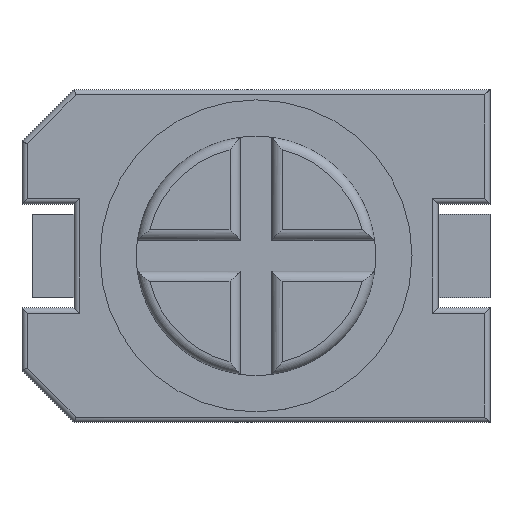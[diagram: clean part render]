
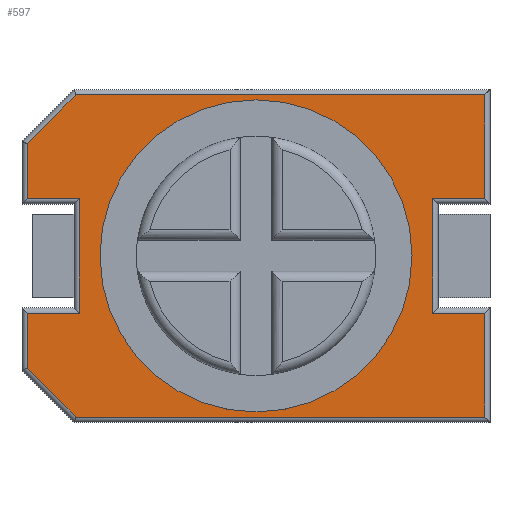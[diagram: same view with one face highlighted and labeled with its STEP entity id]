
A CAD part, top view. The second image highlights one B-rep face of the part: STEP entity #597.
In plain terms, the highlighted planar face has unit normal (0, 0, 1).
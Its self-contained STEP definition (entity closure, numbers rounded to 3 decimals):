
#13=DIRECTION('',(0.,0.,1.));
#38=DIRECTION('',(1.,0.,0.));
#153=CARTESIAN_POINT('',(0.,0.,0.81));
#163=VECTOR('',#38,1.);
#177=DIRECTION('',(0.,-1.,0.));
#220=VECTOR('',#221,1.);
#221=DIRECTION('',(-1.,0.,0.));
#226=VECTOR('',#227,1.);
#227=DIRECTION('',(0.,1.,0.));
#234=VECTOR('',#177,1.);
#481=ORIENTED_EDGE('',*,*,#482,.F.);
#482=EDGE_CURVE('',#483,#483,#485,.T.);
#483=VERTEX_POINT('',#484);
#484=CARTESIAN_POINT('',(1.5,0.,0.81));
#485=CIRCLE('',#486,1.5);
#486=AXIS2_PLACEMENT_3D('',#153,#13,#38);
#502=DIRECTION('',(0.707,-0.707,0.));
#503=DIRECTION('',(-0.707,-0.707,0.));
#597=ADVANCED_FACE('',(#598,#686),#688,.T.);
#598=FACE_BOUND('',#599,.T.);
#599=EDGE_LOOP('',(#600,#608,#614,#620,#626,#633,#639,#645,#651,#657,#663,#670,#676,#682));
#600=ORIENTED_EDGE('',*,*,#601,.T.);
#601=EDGE_CURVE('',#602,#604,#606,.T.);
#602=VERTEX_POINT('',#603);
#603=CARTESIAN_POINT('',(1.7,-0.55,0.81));
#604=VERTEX_POINT('',#605);
#605=CARTESIAN_POINT('',(1.7,0.55,0.81));
#606=LINE('',#607,#226);
#607=CARTESIAN_POINT('',(1.7,-0.5,0.81));
#608=ORIENTED_EDGE('',*,*,#609,.T.);
#609=EDGE_CURVE('',#604,#610,#612,.T.);
#610=VERTEX_POINT('',#611);
#611=CARTESIAN_POINT('',(2.2,0.55,0.81));
#612=LINE('',#613,#163);
#613=CARTESIAN_POINT('',(1.75,0.55,0.81));
#614=ORIENTED_EDGE('',*,*,#615,.T.);
#615=EDGE_CURVE('',#610,#616,#618,.T.);
#616=VERTEX_POINT('',#617);
#617=CARTESIAN_POINT('',(2.2,1.55,0.81));
#618=LINE('',#619,#226);
#619=CARTESIAN_POINT('',(2.2,0.5,0.81));
#620=ORIENTED_EDGE('',*,*,#621,.T.);
#621=EDGE_CURVE('',#616,#622,#624,.T.);
#622=VERTEX_POINT('',#623);
#623=CARTESIAN_POINT('',(-1.729,1.55,0.81));
#624=LINE('',#625,#220);
#625=CARTESIAN_POINT('',(2.25,1.55,0.81));
#626=ORIENTED_EDGE('',*,*,#627,.T.);
#627=EDGE_CURVE('',#622,#628,#630,.T.);
#628=VERTEX_POINT('',#629);
#629=CARTESIAN_POINT('',(-2.2,1.079,0.81));
#630=LINE('',#631,#632);
#631=CARTESIAN_POINT('',(-1.715,1.565,0.81));
#632=VECTOR('',#503,1.);
#633=ORIENTED_EDGE('',*,*,#634,.T.);
#634=EDGE_CURVE('',#628,#635,#637,.T.);
#635=VERTEX_POINT('',#636);
#636=CARTESIAN_POINT('',(-2.2,0.55,0.81));
#637=LINE('',#638,#234);
#638=CARTESIAN_POINT('',(-2.2,1.1,0.81));
#639=ORIENTED_EDGE('',*,*,#640,.T.);
#640=EDGE_CURVE('',#635,#641,#643,.T.);
#641=VERTEX_POINT('',#642);
#642=CARTESIAN_POINT('',(-1.7,0.55,0.81));
#643=LINE('',#644,#163);
#644=CARTESIAN_POINT('',(-2.25,0.55,0.81));
#645=ORIENTED_EDGE('',*,*,#646,.T.);
#646=EDGE_CURVE('',#641,#647,#649,.T.);
#647=VERTEX_POINT('',#648);
#648=CARTESIAN_POINT('',(-1.7,-0.55,0.81));
#649=LINE('',#650,#234);
#650=CARTESIAN_POINT('',(-1.7,0.5,0.81));
#651=ORIENTED_EDGE('',*,*,#652,.T.);
#652=EDGE_CURVE('',#647,#653,#655,.T.);
#653=VERTEX_POINT('',#654);
#654=CARTESIAN_POINT('',(-2.2,-0.55,0.81));
#655=LINE('',#656,#220);
#656=CARTESIAN_POINT('',(-1.75,-0.55,0.81));
#657=ORIENTED_EDGE('',*,*,#658,.T.);
#658=EDGE_CURVE('',#653,#659,#661,.T.);
#659=VERTEX_POINT('',#660);
#660=CARTESIAN_POINT('',(-2.2,-1.079,0.81));
#661=LINE('',#662,#234);
#662=CARTESIAN_POINT('',(-2.2,-0.5,0.81));
#663=ORIENTED_EDGE('',*,*,#664,.T.);
#664=EDGE_CURVE('',#659,#665,#667,.T.);
#665=VERTEX_POINT('',#666);
#666=CARTESIAN_POINT('',(-1.729,-1.55,0.81));
#667=LINE('',#668,#669);
#668=CARTESIAN_POINT('',(-2.215,-1.065,0.81));
#669=VECTOR('',#502,1.);
#670=ORIENTED_EDGE('',*,*,#671,.T.);
#671=EDGE_CURVE('',#665,#672,#674,.T.);
#672=VERTEX_POINT('',#673);
#673=CARTESIAN_POINT('',(2.2,-1.55,0.81));
#674=LINE('',#675,#163);
#675=CARTESIAN_POINT('',(-1.75,-1.55,0.81));
#676=ORIENTED_EDGE('',*,*,#677,.T.);
#677=EDGE_CURVE('',#672,#678,#680,.T.);
#678=VERTEX_POINT('',#679);
#679=CARTESIAN_POINT('',(2.2,-0.55,0.81));
#680=LINE('',#681,#226);
#681=CARTESIAN_POINT('',(2.2,-1.6,0.81));
#682=ORIENTED_EDGE('',*,*,#683,.T.);
#683=EDGE_CURVE('',#678,#602,#684,.T.);
#684=LINE('',#685,#220);
#685=CARTESIAN_POINT('',(2.25,-0.55,0.81));
#686=FACE_BOUND('',#687,.T.);
#687=EDGE_LOOP('',(#481));
#688=PLANE('',#689);
#689=AXIS2_PLACEMENT_3D('',#690,#13,#38);
#690=CARTESIAN_POINT('',(0.085,0.,0.81));
